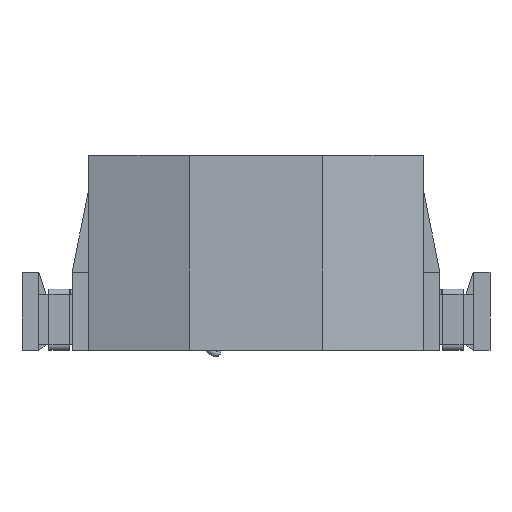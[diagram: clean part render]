
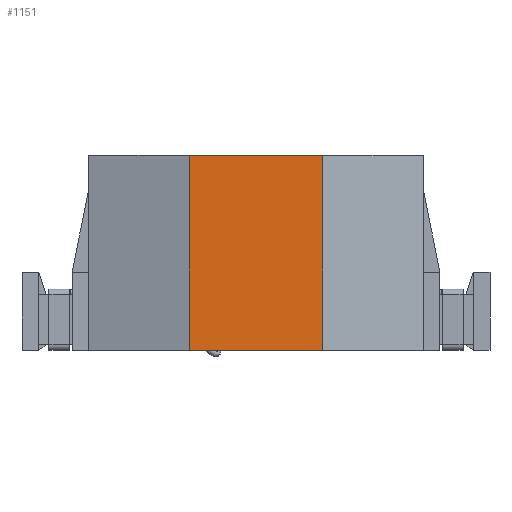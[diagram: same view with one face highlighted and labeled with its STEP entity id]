
A CAD part, front view. The second image highlights one B-rep face of the part: STEP entity #1151.
In plain terms, the highlighted free-form (B-spline) face has degree [1, 1] with [2, 2] control points.
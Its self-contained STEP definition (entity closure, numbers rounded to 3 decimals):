
#859=CARTESIAN_POINT('',(-1.2,-3.,0.));
#860=VERTEX_POINT('',#859);
#861=CARTESIAN_POINT('',(1.2,-3.,0.));
#862=VERTEX_POINT('',#861);
#863=CARTESIAN_POINT('',(-1.2,-3.,0.));
#864=CARTESIAN_POINT('',(1.2,-3.,0.));
#865=B_SPLINE_CURVE_WITH_KNOTS('',1,(#863,#864),.POLYLINE_FORM.,.F.,.U.,(2,2),(0.,1.),.UNSPECIFIED.);
#866=EDGE_CURVE('',#860,#862,#865,.T.);
#1124=CARTESIAN_POINT('',(-1.2,-3.,0.));
#1125=CARTESIAN_POINT('',(-1.2,-3.,-3.5));
#1126=CARTESIAN_POINT('',(1.2,-3.,0.));
#1127=CARTESIAN_POINT('',(1.2,-3.,-3.5));
#1128=B_SPLINE_SURFACE_WITH_KNOTS('',1,1,((#1124,#1125),(#1126,#1127)),.PLANE_SURF.,.F.,.F.,.U.,(2,2),(2,2),(0.,1.),(0.,1.),.UNSPECIFIED.);
#1129=ORIENTED_EDGE('',*,*,#866,.T.);
#1130=CARTESIAN_POINT('',(1.2,-3.,-3.5));
#1131=VERTEX_POINT('',#1130);
#1132=CARTESIAN_POINT('',(1.2,-3.,0.));
#1133=CARTESIAN_POINT('',(1.2,-3.,-3.5));
#1134=B_SPLINE_CURVE_WITH_KNOTS('',1,(#1132,#1133),.POLYLINE_FORM.,.F.,.U.,(2,2),(0.,1.),.UNSPECIFIED.);
#1135=EDGE_CURVE('',#862,#1131,#1134,.T.);
#1136=ORIENTED_EDGE('',*,*,#1135,.T.);
#1137=CARTESIAN_POINT('',(-1.2,-3.,-3.5));
#1138=VERTEX_POINT('',#1137);
#1139=CARTESIAN_POINT('',(-1.2,-3.,-3.5));
#1140=CARTESIAN_POINT('',(1.2,-3.,-3.5));
#1141=B_SPLINE_CURVE_WITH_KNOTS('',1,(#1139,#1140),.POLYLINE_FORM.,.F.,.U.,(2,2),(0.,1.),.UNSPECIFIED.);
#1142=EDGE_CURVE('',#1138,#1131,#1141,.T.);
#1143=ORIENTED_EDGE('',*,*,#1142,.F.);
#1144=CARTESIAN_POINT('',(-1.2,-3.,0.));
#1145=CARTESIAN_POINT('',(-1.2,-3.,-3.5));
#1146=B_SPLINE_CURVE_WITH_KNOTS('',1,(#1144,#1145),.POLYLINE_FORM.,.F.,.U.,(2,2),(0.,1.),.UNSPECIFIED.);
#1147=EDGE_CURVE('',#860,#1138,#1146,.T.);
#1148=ORIENTED_EDGE('',*,*,#1147,.F.);
#1149=EDGE_LOOP('',(#1129,#1136,#1143,#1148));
#1150=FACE_OUTER_BOUND('',#1149,.F.);
#1151=ADVANCED_FACE('',(#1150),#1128,.F.);
